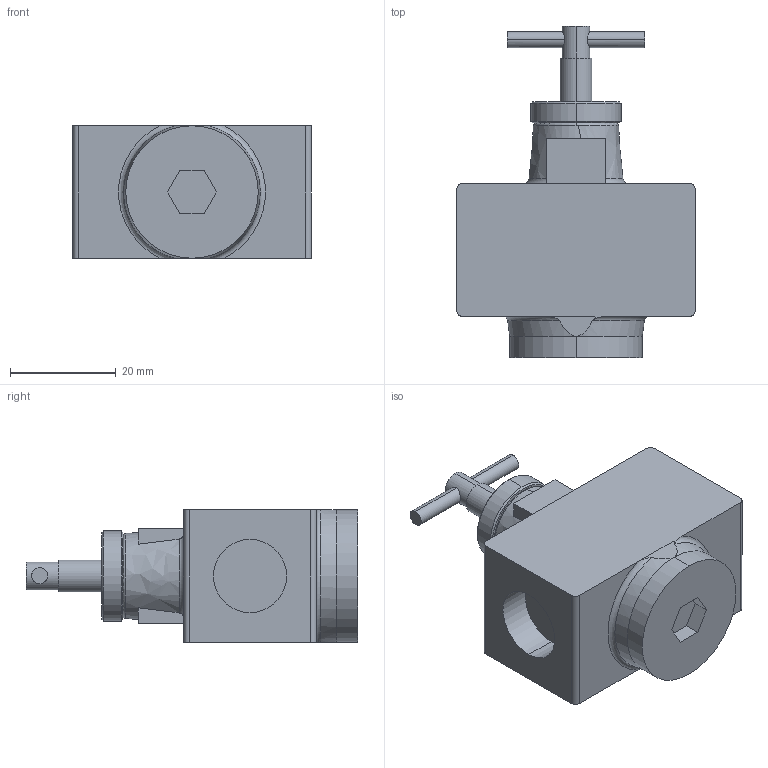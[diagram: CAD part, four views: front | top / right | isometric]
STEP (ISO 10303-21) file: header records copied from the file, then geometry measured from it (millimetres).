
FILE_DESCRIPTION (( 'STEP AP214' ), '1' );
FILE_NAME ('SC6S-02-8A.STEP', '2025-09-02T02:15:21', ( '' ), ( '' ), 'SwSTEP 2.0', 'SolidWorks 2023', '' );
FILE_SCHEMA (( 'AUTOMOTIVE_DESIGN' ));
Length unit declared in the file: millimetre
Products named in the file (1): SC6S-02-8A
Bounding box: 45 x 62.5 x 25 mm (x, y, z)
Volume: 34245.7 mm3; surface area: 8242.3 mm2
Topology: 1 solids, 1 shells, 67 faces, 161 edges, 105 vertices
Faces by surface type: plane 33, cylinder 20, cone 6, torus 6, bspline 2
Entity records: 2244 total; most frequent: CARTESIAN_POINT 664, DIRECTION 322, ORIENTED_EDGE 322, EDGE_CURVE 161, AXIS2_PLACEMENT_3D 124, VERTEX_POINT 105, EDGE_LOOP 76, VECTOR 74
